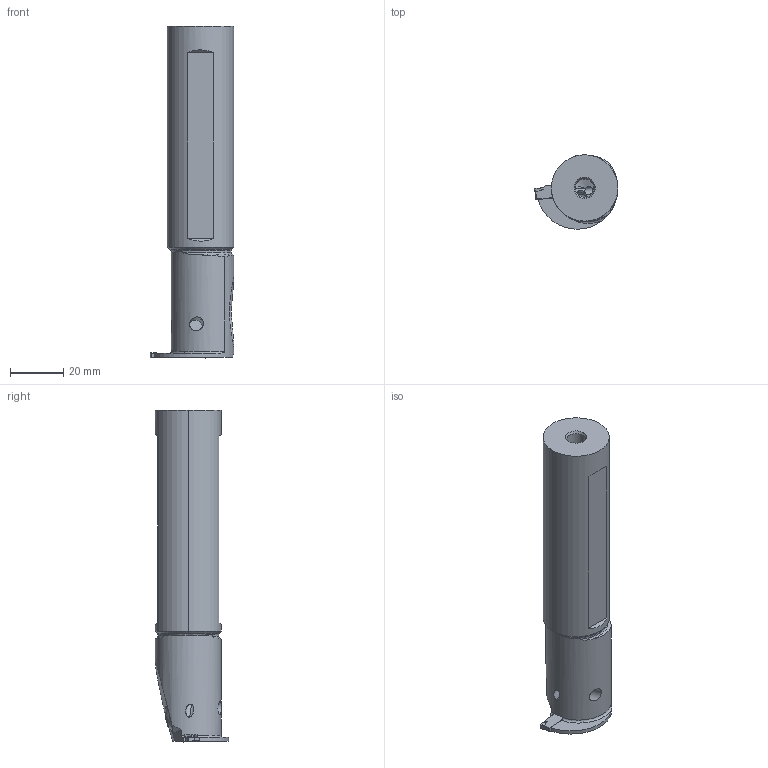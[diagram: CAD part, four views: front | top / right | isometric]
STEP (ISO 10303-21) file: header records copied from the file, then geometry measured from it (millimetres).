
FILE_DESCRIPTION(/* description */ (''),/* implementation_level */ '2;1');
FILE_NAME(/* name */ 'GYAR25K90B-D06_CW2_00_MR0_2.stp',/* time_stamp */ '2023-02-27T12:26:51+09:00',/* author */ (''),/* organization */ (''),/* preprocessor_version */ 'ST-DEVELOPER v16',/* originating_system */ 'SIEMENS PLM Software NX 10.0',/* authorisation */ '');
FILE_SCHEMA (('AUTOMOTIVE_DESIGN { 1 0 10303 214 3 1 1 1 }'));
Length unit declared in the file: millimetre
Products named in the file (1): GYAR25K90B-D06_CW2_00_MR0_2_ASM
Bounding box: 31.5 x 27.82 x 125 mm (x, y, z)
Volume: 53107.2 mm3; surface area: 13923.5 mm2
Topology: 2 solids, 2 shells, 130 faces, 412 edges, 315 vertices
Faces by surface type: cylinder 51, plane 44, cone 12, torus 8, bspline 7, extrusion 6, sphere 2
Entity records: 6148 total; most frequent: CARTESIAN_POINT 2507, ORIENTED_EDGE 760, DIRECTION 671, EDGE_CURVE 380, VERTEX_POINT 258, AXIS2_PLACEMENT_3D 254, VECTOR 163, LINE 157
